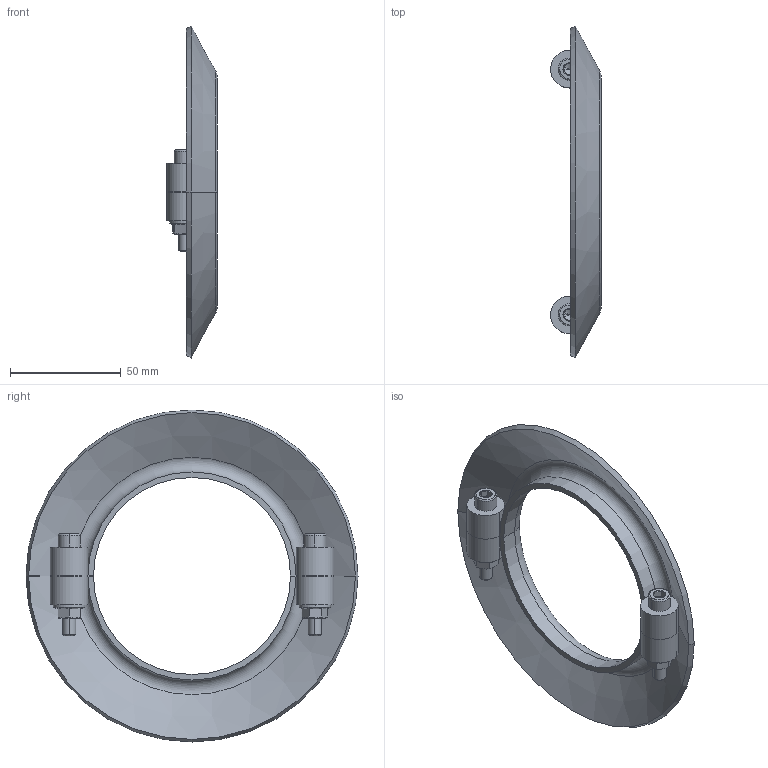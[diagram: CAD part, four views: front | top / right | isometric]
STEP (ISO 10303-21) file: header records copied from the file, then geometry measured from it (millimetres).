
FILE_DESCRIPTION (( 'STEP AP214' ), '1' );
FILE_NAME ('0015501.step', '2021-03-16T13:46:03', ( '' ), ( '' ), 'SwSTEP 2.0', 'SolidWorks 2020', '' );
FILE_SCHEMA (( 'AUTOMOTIVE_DESIGN' ));
Length unit declared in the file: millimetre
Products named in the file (1): 0015501
Bounding box: 22.98 x 150 x 150 mm (x, y, z)
Volume: 50861.5 mm3; surface area: 41052.5 mm2
Topology: 10 solids, 10 shells, 172 faces, 386 edges, 234 vertices
Faces by surface type: plane 60, cone 52, cylinder 36, bspline 12, torus 8, sphere 4
Entity records: 7205 total; most frequent: CARTESIAN_POINT 1351, DIRECTION 844, ORIENTED_EDGE 764, EDGE_CURVE 382, AXIS2_PLACEMENT_3D 347, VERTEX_POINT 234, EDGE_LOOP 188, CIRCLE 186
